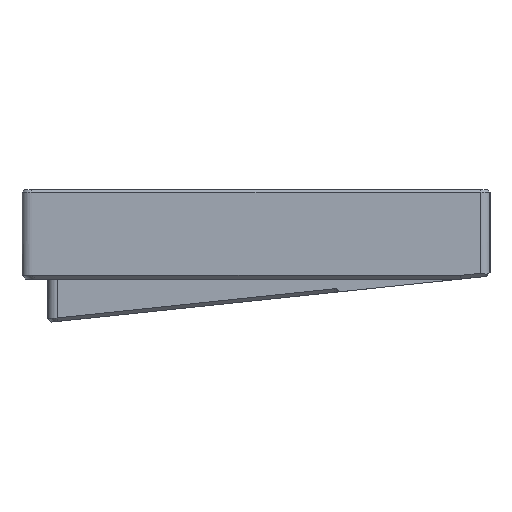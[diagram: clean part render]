
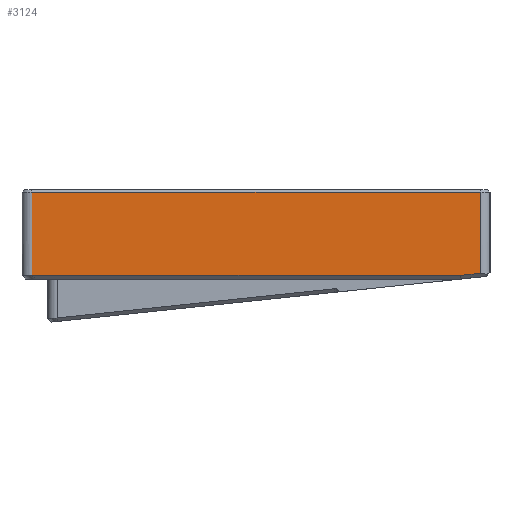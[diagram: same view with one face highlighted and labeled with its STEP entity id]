
A CAD part, left-side view. The second image highlights one B-rep face of the part: STEP entity #3124.
In plain terms, the highlighted planar face has unit normal (-1, 0, 0).
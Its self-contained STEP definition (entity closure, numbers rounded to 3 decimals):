
#256=PLANE('',#3457);
#412=FACE_OUTER_BOUND('',#603,.T.);
#603=EDGE_LOOP('',(#2762,#2763,#2764,#2765,#2766));
#665=LINE('',#4488,#944);
#885=LINE('',#5656,#1164);
#904=LINE('',#5730,#1183);
#905=LINE('',#5732,#1184);
#906=LINE('',#5733,#1185);
#944=VECTOR('',#3534,1000.);
#1164=VECTOR('',#4240,1000.);
#1183=VECTOR('',#4319,10.);
#1184=VECTOR('',#4320,10.);
#1185=VECTOR('',#4321,1000.);
#1252=VERTEX_POINT('',#4485);
#1253=VERTEX_POINT('',#4487);
#1506=VERTEX_POINT('',#5655);
#1528=VERTEX_POINT('',#5729);
#1529=VERTEX_POINT('',#5731);
#1556=EDGE_CURVE('',#1253,#1252,#665,.F.);
#1924=EDGE_CURVE('',#1506,#1253,#885,.T.);
#1958=EDGE_CURVE('',#1252,#1528,#904,.T.);
#1959=EDGE_CURVE('',#1528,#1529,#905,.T.);
#1960=EDGE_CURVE('',#1529,#1506,#906,.T.);
#2762=ORIENTED_EDGE('',*,*,#1958,.T.);
#2763=ORIENTED_EDGE('',*,*,#1959,.T.);
#2764=ORIENTED_EDGE('',*,*,#1960,.T.);
#2765=ORIENTED_EDGE('',*,*,#1924,.T.);
#2766=ORIENTED_EDGE('',*,*,#1556,.T.);
#3124=ADVANCED_FACE('',(#412),#256,.T.);
#3457=AXIS2_PLACEMENT_3D('',#5728,#4317,#4318);
#3534=DIRECTION('',(0.,0.,1.));
#4240=DIRECTION('',(0.,1.,0.));
#4317=DIRECTION('center_axis',(-1.,0.,0.));
#4318=DIRECTION('ref_axis',(0.,0.,1.));
#4319=DIRECTION('',(0.,-1.,0.));
#4320=DIRECTION('',(0.,-0.995,0.105));
#4321=DIRECTION('',(0.,0.,1.));
#4485=CARTESIAN_POINT('',(-147.85,52.85,9.933));
#4487=CARTESIAN_POINT('',(-147.85,52.85,29.547));
#4488=CARTESIAN_POINT('',(-147.85,52.85,-0.002));
#5655=CARTESIAN_POINT('',(-147.85,-52.85,29.547));
#5656=CARTESIAN_POINT('',(-147.85,52.85,29.547));
#5728=CARTESIAN_POINT('Origin',(-147.85,0.,-0.002));
#5729=CARTESIAN_POINT('',(-147.85,-48.148,9.933));
#5730=CARTESIAN_POINT('',(-147.85,-130.952,9.933));
#5731=CARTESIAN_POINT('',(-147.85,-52.85,10.427));
#5732=CARTESIAN_POINT('',(-147.85,0.507,4.819));
#5733=CARTESIAN_POINT('',(-147.85,-52.85,30.047));
